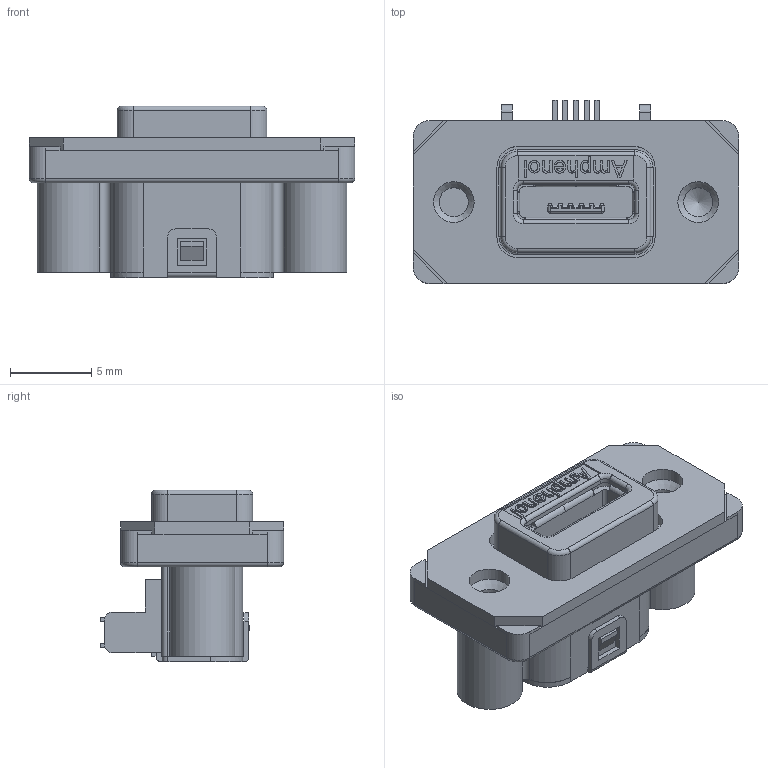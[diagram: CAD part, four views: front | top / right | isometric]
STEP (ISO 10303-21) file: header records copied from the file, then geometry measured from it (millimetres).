
FILE_DESCRIPTION(/* description */ (''),/* implementation_level */ '2;1');
FILE_NAME(/* name */ 'Micro-USB_Amphenol_MUSB-K152-30_Horizontal_TH.step',/* time_stamp */ '2019-04-09T21:42:28+01:00',/* author */ ('dan.m0wut'),/* organization */ (''),/* preprocessor_version */ 'ST-DEVELOPER v18',/* originating_system */ 'Autodesk Translation Framework v8.2.0.1029',/* authorisation */ '');
FILE_SCHEMA (('AUTOMOTIVE_DESIGN { 1 0 10303 214 3 1 1 }'));
Length unit declared in the file: millimetre
Products named in the file (1): M-MUSB-K152-30-REVT3
Bounding box: 20 x 11.25 x 10.53 mm (x, y, z)
Volume: 1008 mm3; surface area: 1249.7 mm2
Topology: 1 solids, 1 shells, 504 faces, 1324 edges, 859 vertices
Faces by surface type: plane 322, cylinder 112, bspline 50, torus 16, cone 4
Full cylindrical faces by diameter (mm): 0.4 x10, 1.778 x2, 2.5 x2
Entity records: 18726 total; most frequent: CARTESIAN_POINT 6412, ORIENTED_EDGE 2636, DIRECTION 2346, EDGE_CURVE 1318, LINE 948, VECTOR 948, VERTEX_POINT 859, AXIS2_PLACEMENT_3D 699
